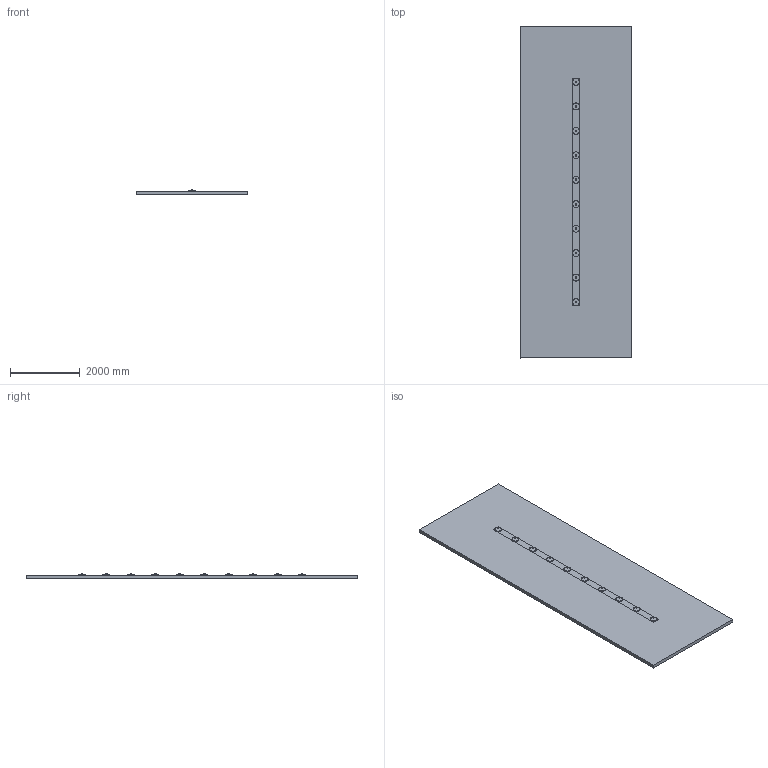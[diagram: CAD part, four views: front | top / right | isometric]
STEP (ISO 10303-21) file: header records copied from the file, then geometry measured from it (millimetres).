
FILE_DESCRIPTION(/* description */ (''),/* implementation_level */ '2;1');
FILE_NAME(/* name */ 'SlalomDeVelocite v10.step',/* time_stamp */ '2021-09-15T14:22:44+02:00',/* author */ (''),/* organization */ (''),/* preprocessor_version */ 'ST-DEVELOPER v18.1',/* originating_system */ 'Autodesk Translation Framework v10.10.0.1391',/* authorisation */ '');
FILE_SCHEMA (('AUTOMOTIVE_DESIGN { 1 0 10303 214 3 1 1 }'));
Length unit declared in the file: millimetre
Products named in the file (4): SlalomDeVelocite; Atelier; AreaIn; AreaOut
Assembly tree (3 placements, depth 2):
  SlalomDeVelocite
    Atelier
    AreaIn
    AreaOut
Bounding box: 3200.63 x 9500.62 x 170 mm (x, y, z)
Volume: 3183338284.6 mm3; surface area: 68093976.2 mm2
Topology: 12 solids, 12 shells, 72 faces, 124 edges, 76 vertices
Faces by surface type: plane 32, torus 20, cone 10, cylinder 10
Full cylindrical faces by diameter (mm): 200 x10
Entity records: 1875 total; most frequent: DIRECTION 364, CARTESIAN_POINT 280, ORIENTED_EDGE 248, AXIS2_PLACEMENT_3D 160, EDGE_CURVE 124, CIRCLE 80, VERTEX_POINT 76, FACE_OUTER_BOUND 72
